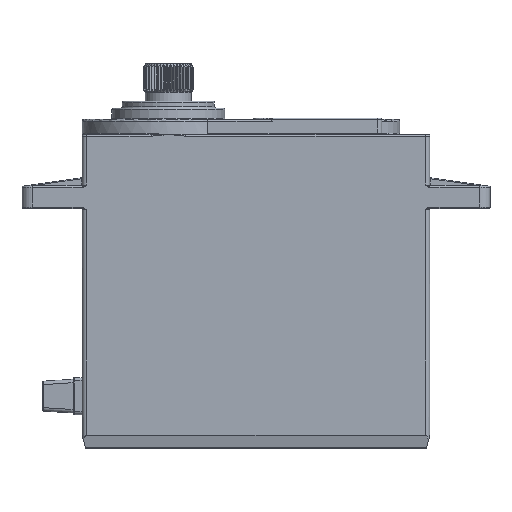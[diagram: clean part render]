
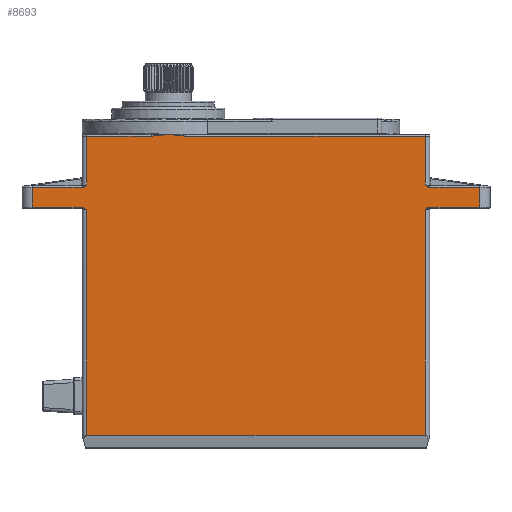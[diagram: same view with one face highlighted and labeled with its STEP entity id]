
A CAD part, top view. The second image highlights one B-rep face of the part: STEP entity #8693.
In plain terms, the highlighted planar face has unit normal (0, 0, 1).
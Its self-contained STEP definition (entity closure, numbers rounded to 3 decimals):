
#34=B_SPLINE_CURVE_WITH_KNOTS('',3,(#15141,#15142,#15143,#15144,#15145,
#15146),.UNSPECIFIED.,.F.,.F.,(4,2,4),(0.,0.,0.059),
 .UNSPECIFIED.);
#35=B_SPLINE_CURVE_WITH_KNOTS('',3,(#15214,#15215,#15216,#15217,#15218,
#15219),.UNSPECIFIED.,.F.,.F.,(4,2,4),(0.,0.059,
0.059),.UNSPECIFIED.);
#37=B_SPLINE_CURVE_WITH_KNOTS('',3,(#15266,#15267,#15268,#15269,#15270,
#15271),.UNSPECIFIED.,.F.,.F.,(4,2,4),(0.,0.059,0.059),
 .UNSPECIFIED.);
#38=B_SPLINE_CURVE_WITH_KNOTS('',3,(#15279,#15280,#15281,#15282,#15283,
#15284),.UNSPECIFIED.,.F.,.F.,(4,2,4),(0.,0.,0.059),
 .UNSPECIFIED.);
#39=B_SPLINE_CURVE_WITH_KNOTS('',3,(#15290,#15291,#15292,#15293,#15294,
#15295),.UNSPECIFIED.,.F.,.F.,(4,2,4),(-0.001,0.,0.199),
 .UNSPECIFIED.);
#40=B_SPLINE_CURVE_WITH_KNOTS('',3,(#15297,#15298,#15299,#15300,#15301,
#15302),.UNSPECIFIED.,.F.,.F.,(4,2,4),(0.378,0.576,
0.578),.UNSPECIFIED.);
#455=PLANE('',#9572);
#1024=FACE_OUTER_BOUND('',#1561,.T.);
#1561=EDGE_LOOP('',(#7270,#7271,#7272,#7273,#7274,#7275,#7276,#7277,#7278,
#7279,#7280,#7281,#7282,#7283,#7284,#7285,#7286,#7287,#7288));
#2108=LINE('',#15152,#2613);
#2116=LINE('',#15182,#2621);
#2118=LINE('',#15257,#2623);
#2119=LINE('',#15260,#2624);
#2120=LINE('',#15262,#2625);
#2121=LINE('',#15264,#2626);
#2122=LINE('',#15273,#2627);
#2123=LINE('',#15275,#2628);
#2124=LINE('',#15277,#2629);
#2125=LINE('',#15286,#2630);
#2126=LINE('',#15288,#2631);
#2127=LINE('',#15304,#2632);
#2128=LINE('',#15305,#2633);
#2613=VECTOR('',#11485,10.);
#2621=VECTOR('',#11521,10.);
#2623=VECTOR('',#11535,10.);
#2624=VECTOR('',#11538,10.);
#2625=VECTOR('',#11539,10.);
#2626=VECTOR('',#11540,10.);
#2627=VECTOR('',#11541,10.);
#2628=VECTOR('',#11542,10.);
#2629=VECTOR('',#11543,10.);
#2630=VECTOR('',#11544,10.);
#2631=VECTOR('',#11545,10.);
#2632=VECTOR('',#11546,10.);
#2633=VECTOR('',#11547,10.);
#4027=VERTEX_POINT('',#15131);
#4029=VERTEX_POINT('',#15134);
#4030=VERTEX_POINT('',#15148);
#4036=VERTEX_POINT('',#15172);
#4038=VERTEX_POINT('',#15178);
#4040=VERTEX_POINT('',#15213);
#4043=VERTEX_POINT('',#15259);
#4044=VERTEX_POINT('',#15261);
#4045=VERTEX_POINT('',#15263);
#4046=VERTEX_POINT('',#15265);
#4047=VERTEX_POINT('',#15272);
#4048=VERTEX_POINT('',#15274);
#4049=VERTEX_POINT('',#15276);
#4050=VERTEX_POINT('',#15278);
#4051=VERTEX_POINT('',#15285);
#4052=VERTEX_POINT('',#15287);
#4053=VERTEX_POINT('',#15289);
#4054=VERTEX_POINT('',#15296);
#4055=VERTEX_POINT('',#15303);
#5135=EDGE_CURVE('',#4029,#4027,#34,.T.);
#5138=EDGE_CURVE('',#4027,#4030,#2108,.T.);
#5154=EDGE_CURVE('',#4036,#4038,#2116,.T.);
#5155=EDGE_CURVE('',#4038,#4040,#35,.T.);
#5161=EDGE_CURVE('',#4030,#4036,#2118,.T.);
#5162=EDGE_CURVE('',#4043,#4029,#2119,.T.);
#5163=EDGE_CURVE('',#4044,#4043,#2120,.T.);
#5164=EDGE_CURVE('',#4045,#4044,#2121,.T.);
#5165=EDGE_CURVE('',#4046,#4045,#37,.T.);
#5166=EDGE_CURVE('',#4047,#4046,#2122,.T.);
#5167=EDGE_CURVE('',#4048,#4047,#2123,.T.);
#5168=EDGE_CURVE('',#4049,#4048,#2124,.T.);
#5169=EDGE_CURVE('',#4050,#4049,#38,.T.);
#5170=EDGE_CURVE('',#4051,#4050,#2125,.T.);
#5171=EDGE_CURVE('',#4052,#4051,#2126,.T.);
#5172=EDGE_CURVE('',#4053,#4052,#39,.T.);
#5173=EDGE_CURVE('',#4054,#4053,#40,.T.);
#5174=EDGE_CURVE('',#4055,#4054,#2127,.T.);
#5175=EDGE_CURVE('',#4040,#4055,#2128,.T.);
#7270=ORIENTED_EDGE('',*,*,#5155,.F.);
#7271=ORIENTED_EDGE('',*,*,#5154,.F.);
#7272=ORIENTED_EDGE('',*,*,#5161,.F.);
#7273=ORIENTED_EDGE('',*,*,#5138,.F.);
#7274=ORIENTED_EDGE('',*,*,#5135,.F.);
#7275=ORIENTED_EDGE('',*,*,#5162,.F.);
#7276=ORIENTED_EDGE('',*,*,#5163,.F.);
#7277=ORIENTED_EDGE('',*,*,#5164,.F.);
#7278=ORIENTED_EDGE('',*,*,#5165,.F.);
#7279=ORIENTED_EDGE('',*,*,#5166,.F.);
#7280=ORIENTED_EDGE('',*,*,#5167,.F.);
#7281=ORIENTED_EDGE('',*,*,#5168,.F.);
#7282=ORIENTED_EDGE('',*,*,#5169,.F.);
#7283=ORIENTED_EDGE('',*,*,#5170,.F.);
#7284=ORIENTED_EDGE('',*,*,#5171,.F.);
#7285=ORIENTED_EDGE('',*,*,#5172,.F.);
#7286=ORIENTED_EDGE('',*,*,#5173,.F.);
#7287=ORIENTED_EDGE('',*,*,#5174,.F.);
#7288=ORIENTED_EDGE('',*,*,#5175,.F.);
#8693=ADVANCED_FACE('',(#1024),#455,.T.);
#9572=AXIS2_PLACEMENT_3D('',#15258,#11536,#11537);
#11485=DIRECTION('',(-1.,0.,0.));
#11521=DIRECTION('',(1.,0.,0.));
#11535=DIRECTION('',(0.,1.,0.));
#11536=DIRECTION('center_axis',(0.,0.,1.));
#11537=DIRECTION('ref_axis',(1.,0.,0.));
#11538=DIRECTION('',(0.,1.,0.));
#11539=DIRECTION('',(-1.,0.,0.));
#11540=DIRECTION('',(0.,-1.,0.));
#11541=DIRECTION('',(-1.,0.,0.));
#11542=DIRECTION('',(0.,-1.,0.));
#11543=DIRECTION('',(1.,0.,0.));
#11544=DIRECTION('',(0.,-1.,0.));
#11545=DIRECTION('',(1.,0.,0.));
#11546=DIRECTION('',(1.,0.,0.));
#11547=DIRECTION('',(0.,1.,0.));
#15131=CARTESIAN_POINT('',(-0.012,27.95,0.));
#15134=CARTESIAN_POINT('',(0.5,27.68,0.));
#15141=CARTESIAN_POINT('Ctrl Pts',(0.5,27.68,0.));
#15142=CARTESIAN_POINT('Ctrl Pts',(0.499,27.681,0.));
#15143=CARTESIAN_POINT('Ctrl Pts',(0.499,27.681,0.));
#15144=CARTESIAN_POINT('Ctrl Pts',(0.353,27.81,0.));
#15145=CARTESIAN_POINT('Ctrl Pts',(0.184,27.95,0.));
#15146=CARTESIAN_POINT('Ctrl Pts',(-0.012,27.95,0.));
#15148=CARTESIAN_POINT('',(-5.8,27.95,0.));
#15152=CARTESIAN_POINT('',(-1.75,27.95,0.));
#15172=CARTESIAN_POINT('',(-5.8,30.25,0.));
#15178=CARTESIAN_POINT('',(-0.012,30.25,0.));
#15182=CARTESIAN_POINT('',(-1.75,30.25,0.));
#15213=CARTESIAN_POINT('',(0.5,30.52,0.));
#15214=CARTESIAN_POINT('Ctrl Pts',(-0.012,30.25,0.));
#15215=CARTESIAN_POINT('Ctrl Pts',(0.184,30.25,0.));
#15216=CARTESIAN_POINT('Ctrl Pts',(0.353,30.39,0.));
#15217=CARTESIAN_POINT('Ctrl Pts',(0.499,30.519,0.));
#15218=CARTESIAN_POINT('Ctrl Pts',(0.499,30.519,0.));
#15219=CARTESIAN_POINT('Ctrl Pts',(0.5,30.52,0.));
#15257=CARTESIAN_POINT('',(-5.8,15.2,0.));
#15258=CARTESIAN_POINT('Origin',(0.,0.,0.));
#15259=CARTESIAN_POINT('',(0.5,1.455,0.));
#15260=CARTESIAN_POINT('',(0.5,0.,0.));
#15261=CARTESIAN_POINT('',(39.86,1.455,0.));
#15262=CARTESIAN_POINT('',(10.09,1.455,0.));
#15263=CARTESIAN_POINT('',(39.86,27.68,0.));
#15264=CARTESIAN_POINT('',(39.86,0.,0.));
#15265=CARTESIAN_POINT('',(40.372,27.95,0.));
#15266=CARTESIAN_POINT('Ctrl Pts',(40.372,27.95,0.));
#15267=CARTESIAN_POINT('Ctrl Pts',(40.176,27.95,0.));
#15268=CARTESIAN_POINT('Ctrl Pts',(40.007,27.81,0.));
#15269=CARTESIAN_POINT('Ctrl Pts',(39.861,27.681,0.));
#15270=CARTESIAN_POINT('Ctrl Pts',(39.861,27.681,0.));
#15271=CARTESIAN_POINT('Ctrl Pts',(39.86,27.68,0.));
#15272=CARTESIAN_POINT('',(46.16,27.95,0.));
#15273=CARTESIAN_POINT('',(21.93,27.95,0.));
#15274=CARTESIAN_POINT('',(46.16,30.25,0.));
#15275=CARTESIAN_POINT('',(46.16,15.2,0.));
#15276=CARTESIAN_POINT('',(40.372,30.25,0.));
#15277=CARTESIAN_POINT('',(21.93,30.25,0.));
#15278=CARTESIAN_POINT('',(39.86,30.52,0.));
#15279=CARTESIAN_POINT('Ctrl Pts',(39.86,30.52,0.));
#15280=CARTESIAN_POINT('Ctrl Pts',(39.861,30.519,0.));
#15281=CARTESIAN_POINT('Ctrl Pts',(39.861,30.519,0.));
#15282=CARTESIAN_POINT('Ctrl Pts',(40.007,30.39,0.));
#15283=CARTESIAN_POINT('Ctrl Pts',(40.176,30.25,0.));
#15284=CARTESIAN_POINT('Ctrl Pts',(40.372,30.25,0.));
#15285=CARTESIAN_POINT('',(39.86,36.2,0.));
#15286=CARTESIAN_POINT('',(39.86,0.,0.));
#15287=CARTESIAN_POINT('',(11.99,36.2,0.));
#15288=CARTESIAN_POINT('',(10.09,36.2,0.));
#15289=CARTESIAN_POINT('',(10.,36.4,0.));
#15290=CARTESIAN_POINT('Ctrl Pts',(10.,36.4,0.));
#15291=CARTESIAN_POINT('Ctrl Pts',(10.004,36.399,0.));
#15292=CARTESIAN_POINT('Ctrl Pts',(10.009,36.399,0.));
#15293=CARTESIAN_POINT('Ctrl Pts',(10.669,36.306,0.));
#15294=CARTESIAN_POINT('Ctrl Pts',(11.328,36.2,0.));
#15295=CARTESIAN_POINT('Ctrl Pts',(11.99,36.2,0.));
#15296=CARTESIAN_POINT('',(8.01,36.2,0.));
#15297=CARTESIAN_POINT('Ctrl Pts',(8.01,36.2,0.));
#15298=CARTESIAN_POINT('Ctrl Pts',(8.672,36.2,0.));
#15299=CARTESIAN_POINT('Ctrl Pts',(9.331,36.306,0.));
#15300=CARTESIAN_POINT('Ctrl Pts',(9.991,36.399,0.));
#15301=CARTESIAN_POINT('Ctrl Pts',(9.995,36.399,0.));
#15302=CARTESIAN_POINT('Ctrl Pts',(10.,36.4,0.));
#15303=CARTESIAN_POINT('',(0.5,36.2,0.));
#15304=CARTESIAN_POINT('',(10.09,36.2,0.));
#15305=CARTESIAN_POINT('',(0.5,0.,0.));
